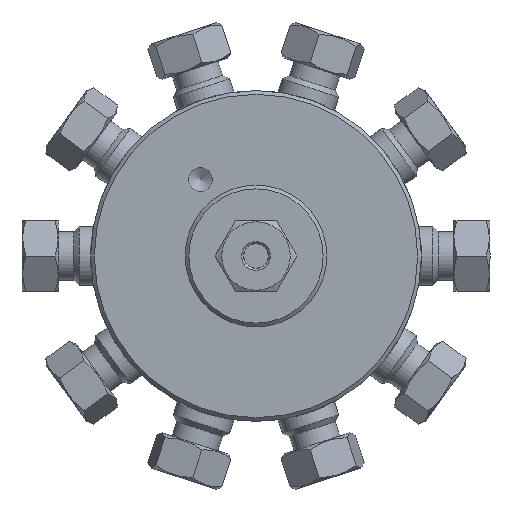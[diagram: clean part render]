
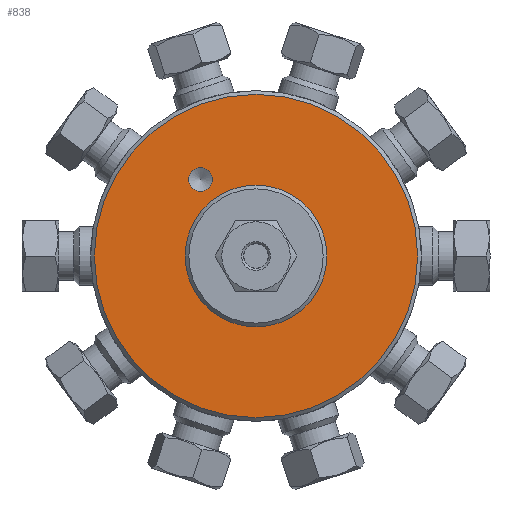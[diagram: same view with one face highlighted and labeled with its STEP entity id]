
A CAD part, left-side view. The second image highlights one B-rep face of the part: STEP entity #838.
In plain terms, the highlighted planar face has unit normal (-1, 0, 0).
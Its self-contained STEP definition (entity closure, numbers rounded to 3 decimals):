
#767=CARTESIAN_POINT('',(12.7,21.725,0.));
#768=VERTEX_POINT('',#767);
#769=CARTESIAN_POINT('',(12.7,0.,0.0));
#770=DIRECTION('',(1.0,0.0,0.0));
#771=DIRECTION('',(0.0,-1.0,0.0));
#772=AXIS2_PLACEMENT_3D('',#769,#770,#771);
#773=CIRCLE('',#772,21.725);
#774=EDGE_CURVE('',#768,#768,#773,.T.);
#795=CARTESIAN_POINT('',(12.7,7.465,11.862));
#796=VERTEX_POINT('',#795);
#797=CARTESIAN_POINT('',(12.7,7.465,10.275));
#798=DIRECTION('',(1.0,0.0,0.0));
#799=DIRECTION('',(0.0,0.0,1.0));
#800=AXIS2_PLACEMENT_3D('',#797,#798,#799);
#801=CIRCLE('',#800,1.588);
#802=EDGE_CURVE('',#796,#796,#801,.T.);
#816=CARTESIAN_POINT('',(12.7,15.875,0.0));
#817=DIRECTION('',(-1.0,0.0,0.0));
#818=DIRECTION('',(0.0,0.0,1.0));
#819=AXIS2_PLACEMENT_3D('',#816,#817,#818);
#820=PLANE('',#819);
#821=ORIENTED_EDGE('',*,*,#774,.F.);
#822=EDGE_LOOP('',(#821));
#823=FACE_OUTER_BOUND('',#822,.T.);
#824=ORIENTED_EDGE('',*,*,#802,.T.);
#825=EDGE_LOOP('',(#824));
#826=FACE_BOUND('',#825,.T.);
#827=CARTESIAN_POINT('',(12.7,9.525,0.0));
#828=VERTEX_POINT('',#827);
#829=CARTESIAN_POINT('',(12.7,0.,0.0));
#830=DIRECTION('',(1.0,0.0,0.0));
#831=DIRECTION('',(0.0,1.0,0.0));
#832=AXIS2_PLACEMENT_3D('',#829,#830,#831);
#833=CIRCLE('',#832,9.525);
#834=EDGE_CURVE('',#828,#828,#833,.T.);
#835=ORIENTED_EDGE('',*,*,#834,.T.);
#836=EDGE_LOOP('',(#835));
#837=FACE_BOUND('',#836,.T.);
#838=ADVANCED_FACE('',(#823,#826,#837),#820,.T.);
